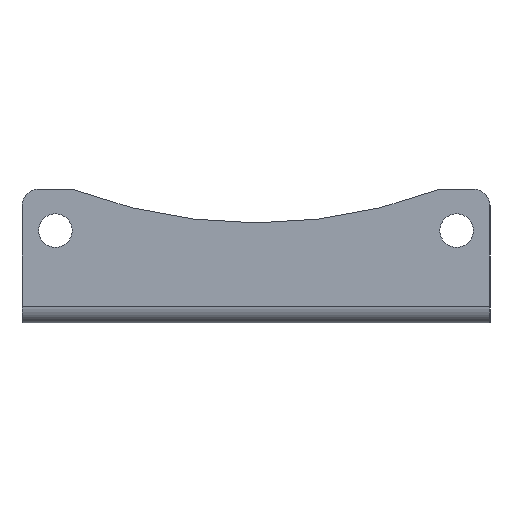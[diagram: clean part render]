
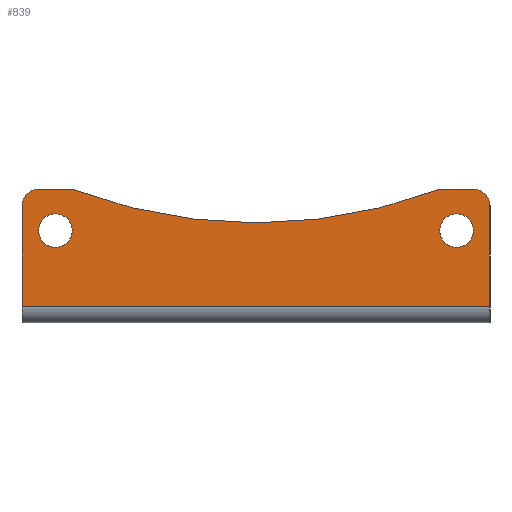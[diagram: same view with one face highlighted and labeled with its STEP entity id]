
A CAD part, left-side view. The second image highlights one B-rep face of the part: STEP entity #839.
In plain terms, the highlighted planar face has unit normal (-1, 0, 0).
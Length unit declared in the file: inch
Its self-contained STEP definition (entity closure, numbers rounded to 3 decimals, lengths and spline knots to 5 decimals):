
#43 = VERTEX_POINT ( 'NONE', #2175 ) ;
#103 = VERTEX_POINT ( 'NONE', #1919 ) ;
#125 = DIRECTION ( 'NONE',  ( 0., 0., -1. ) ) ;
#137 = CARTESIAN_POINT ( 'NONE',  ( -4.25, -3.5, 1.625 ) ) ;
#158 = EDGE_CURVE ( 'NONE', #1932, #1751, #2616, .T. ) ;
#163 = CARTESIAN_POINT ( 'NONE',  ( -4.25, 3., 1.2554 ) ) ;
#169 = DIRECTION ( 'NONE',  ( 0., 0., -1. ) ) ;
#200 = EDGE_LOOP ( 'NONE', ( #3597, #550 ) ) ;
#211 = CARTESIAN_POINT ( 'NONE',  ( -4.25, -3.25, 1.625 ) ) ;
#251 = DIRECTION ( 'NONE',  ( 0., 0., -1. ) ) ;
#346 = CARTESIAN_POINT ( 'NONE',  ( -4.25, 3.5, 0. ) ) ;
#410 = CARTESIAN_POINT ( 'NONE',  ( -4.25, 3., 1.5054 ) ) ;
#469 = VERTEX_POINT ( 'NONE', #2505 ) ;
#474 = CIRCLE ( 'NONE', #1016, 0.25 ) ;
#478 = DIRECTION ( 'NONE',  ( 0., 0., -1. ) ) ;
#494 = CIRCLE ( 'NONE', #1456, 0.25 ) ;
#508 = VERTEX_POINT ( 'NONE', #3211 ) ;
#549 = CIRCLE ( 'NONE', #3859, 0.25 ) ;
#550 = ORIENTED_EDGE ( 'NONE', *, *, #1784, .F. ) ;
#576 = CARTESIAN_POINT ( 'NONE',  ( -4.25, 0., 1.37069 ) ) ;
#632 = EDGE_CURVE ( 'NONE', #469, #103, #3843, .T. ) ;
#670 = VERTEX_POINT ( 'NONE', #3409 ) ;
#718 = CARTESIAN_POINT ( 'NONE',  ( -4.25, 0., 0.125 ) ) ;
#736 = ORIENTED_EDGE ( 'NONE', *, *, #1812, .T. ) ;
#790 = CARTESIAN_POINT ( 'NONE',  ( -4.25, 2.7555, 1.845 ) ) ;
#839 = ADVANCED_FACE ( 'NONE', ( #3553, #1583, #4248 ), #2908, .F. ) ;
#871 = AXIS2_PLACEMENT_3D ( 'NONE', #211, #4111, #169 ) ;
#911 = DIRECTION ( 'NONE',  ( -1., 0., 0. ) ) ;
#913 = ORIENTED_EDGE ( 'NONE', *, *, #1209, .T. ) ;
#965 = EDGE_CURVE ( 'NONE', #3973, #3833, #3569, .T. ) ;
#976 = EDGE_LOOP ( 'NONE', ( #1337, #2939 ) ) ;
#1003 = AXIS2_PLACEMENT_3D ( 'NONE', #1114, #2002, #3341 ) ;
#1016 = AXIS2_PLACEMENT_3D ( 'NONE', #2270, #3633, #4000 ) ;
#1018 = DIRECTION ( 'NONE',  ( -1., 0., 0. ) ) ;
#1042 = EDGE_CURVE ( 'NONE', #3427, #1932, #1082, .T. ) ;
#1060 = CARTESIAN_POINT ( 'NONE',  ( -4.25, -2.7555, 1.845 ) ) ;
#1082 = CIRCLE ( 'NONE', #871, 0.25 ) ;
#1114 = CARTESIAN_POINT ( 'NONE',  ( -4.25, -3., 1.2554 ) ) ;
#1129 = VERTEX_POINT ( 'NONE', #1843 ) ;
#1209 = EDGE_CURVE ( 'NONE', #1129, #2990, #2970, .T. ) ;
#1252 = EDGE_CURVE ( 'NONE', #3833, #43, #2326, .T. ) ;
#1294 = AXIS2_PLACEMENT_3D ( 'NONE', #790, #1415, #2108 ) ;
#1296 = LINE ( 'NONE', #718, #1782 ) ;
#1329 = LINE ( 'NONE', #346, #3027 ) ;
#1337 = ORIENTED_EDGE ( 'NONE', *, *, #632, .F. ) ;
#1355 = AXIS2_PLACEMENT_3D ( 'NONE', #2587, #4272, #2251 ) ;
#1384 = DIRECTION ( 'NONE',  ( -1., 0., 0. ) ) ;
#1403 = VERTEX_POINT ( 'NONE', #2337 ) ;
#1415 = DIRECTION ( 'NONE',  ( -1., 0., 0. ) ) ;
#1456 = AXIS2_PLACEMENT_3D ( 'NONE', #4019, #3759, #478 ) ;
#1583 = FACE_BOUND ( 'NONE', #976, .T. ) ;
#1680 = EDGE_CURVE ( 'NONE', #1403, #3340, #1329, .T. ) ;
#1751 = VERTEX_POINT ( 'NONE', #4098 ) ;
#1782 = VECTOR ( 'NONE', #3352, 39.37008 ) ;
#1784 = EDGE_CURVE ( 'NONE', #2927, #508, #3296, .T. ) ;
#1806 = CARTESIAN_POINT ( 'NONE',  ( -4.25, 3., 1.2554 ) ) ;
#1812 = EDGE_CURVE ( 'NONE', #3973, #1129, #3855, .T. ) ;
#1834 = VECTOR ( 'NONE', #1939, 39.37008 ) ;
#1843 = CARTESIAN_POINT ( 'NONE',  ( -4.25, 2.7555, 1.875 ) ) ;
#1919 = CARTESIAN_POINT ( 'NONE',  ( -4.25, -3., 1.5054 ) ) ;
#1929 = CARTESIAN_POINT ( 'NONE',  ( -4.25, 0., 9.12069 ) ) ;
#1932 = VERTEX_POINT ( 'NONE', #3245 ) ;
#1939 = DIRECTION ( 'NONE',  ( 0., 1., 0. ) ) ;
#1973 = EDGE_CURVE ( 'NONE', #670, #3340, #1296, .T. ) ;
#2002 = DIRECTION ( 'NONE',  ( -1., 0., 0. ) ) ;
#2052 = EDGE_CURVE ( 'NONE', #103, #469, #474, .T. ) ;
#2062 = AXIS2_PLACEMENT_3D ( 'NONE', #1806, #4081, #2438 ) ;
#2108 = DIRECTION ( 'NONE',  ( 0., 0., -1. ) ) ;
#2121 = ORIENTED_EDGE ( 'NONE', *, *, #1252, .F. ) ;
#2127 = EDGE_CURVE ( 'NONE', #508, #2927, #549, .T. ) ;
#2136 = CIRCLE ( 'NONE', #2555, 0.03 ) ;
#2175 = CARTESIAN_POINT ( 'NONE',  ( -4.25, -2.74487, 1.87306 ) ) ;
#2189 = AXIS2_PLACEMENT_3D ( 'NONE', #1929, #911, #251 ) ;
#2204 = ORIENTED_EDGE ( 'NONE', *, *, #1042, .T. ) ;
#2251 = DIRECTION ( 'NONE',  ( 0., 0., -1. ) ) ;
#2262 = ORIENTED_EDGE ( 'NONE', *, *, #3258, .T. ) ;
#2270 = CARTESIAN_POINT ( 'NONE',  ( -4.25, -3., 1.2554 ) ) ;
#2296 = ORIENTED_EDGE ( 'NONE', *, *, #3194, .T. ) ;
#2326 = CIRCLE ( 'NONE', #2189, 7.75 ) ;
#2337 = CARTESIAN_POINT ( 'NONE',  ( -4.25, 3.5, 1.625 ) ) ;
#2385 = CARTESIAN_POINT ( 'NONE',  ( -4.25, 0., 9.12069 ) ) ;
#2425 = DIRECTION ( 'NONE',  ( 0., 0., -1. ) ) ;
#2438 = DIRECTION ( 'NONE',  ( 0., 0., -1. ) ) ;
#2445 = DIRECTION ( 'NONE',  ( -1., 0., 0. ) ) ;
#2505 = CARTESIAN_POINT ( 'NONE',  ( -4.25, -3., 1.0054 ) ) ;
#2555 = AXIS2_PLACEMENT_3D ( 'NONE', #1060, #1384, #2669 ) ;
#2587 = CARTESIAN_POINT ( 'NONE',  ( -4.25, 0., 0. ) ) ;
#2616 = LINE ( 'NONE', #2916, #1834 ) ;
#2646 = ORIENTED_EDGE ( 'NONE', *, *, #3421, .T. ) ;
#2649 = CARTESIAN_POINT ( 'NONE',  ( -4.25, -3.5, 1.875 ) ) ;
#2669 = DIRECTION ( 'NONE',  ( 0., 0., -1. ) ) ;
#2716 = DIRECTION ( 'NONE',  ( 0., 0., 1. ) ) ;
#2768 = CARTESIAN_POINT ( 'NONE',  ( -4.25, 3.25, 1.875 ) ) ;
#2908 = PLANE ( 'NONE',  #1355 ) ;
#2916 = CARTESIAN_POINT ( 'NONE',  ( -4.25, 3.5, 1.875 ) ) ;
#2927 = VERTEX_POINT ( 'NONE', #410 ) ;
#2939 = ORIENTED_EDGE ( 'NONE', *, *, #2052, .F. ) ;
#2940 = EDGE_LOOP ( 'NONE', ( #4110, #736, #913, #2646, #3268, #3907, #2262, #2204, #3419, #2296, #2121 ) ) ;
#2945 = DIRECTION ( 'NONE',  ( 0., 1., 0. ) ) ;
#2970 = LINE ( 'NONE', #3570, #4054 ) ;
#2979 = DIRECTION ( 'NONE',  ( 0., 0., -1. ) ) ;
#2990 = VERTEX_POINT ( 'NONE', #2768 ) ;
#3027 = VECTOR ( 'NONE', #2979, 39.37008 ) ;
#3105 = VECTOR ( 'NONE', #2716, 39.37008 ) ;
#3194 = EDGE_CURVE ( 'NONE', #1751, #43, #2136, .T. ) ;
#3211 = CARTESIAN_POINT ( 'NONE',  ( -4.25, 3., 1.0054 ) ) ;
#3245 = CARTESIAN_POINT ( 'NONE',  ( -4.25, -3.25, 1.875 ) ) ;
#3258 = EDGE_CURVE ( 'NONE', #670, #3427, #4001, .T. ) ;
#3268 = ORIENTED_EDGE ( 'NONE', *, *, #1680, .T. ) ;
#3296 = CIRCLE ( 'NONE', #2062, 0.25 ) ;
#3340 = VERTEX_POINT ( 'NONE', #3399 ) ;
#3341 = DIRECTION ( 'NONE',  ( 0., 0., -1. ) ) ;
#3352 = DIRECTION ( 'NONE',  ( 0., 1., 0. ) ) ;
#3399 = CARTESIAN_POINT ( 'NONE',  ( -4.25, 3.5, 0.125 ) ) ;
#3409 = CARTESIAN_POINT ( 'NONE',  ( -4.25, -3.5, 0.125 ) ) ;
#3419 = ORIENTED_EDGE ( 'NONE', *, *, #158, .T. ) ;
#3421 = EDGE_CURVE ( 'NONE', #2990, #1403, #494, .T. ) ;
#3427 = VERTEX_POINT ( 'NONE', #137 ) ;
#3553 = FACE_BOUND ( 'NONE', #200, .T. ) ;
#3569 = CIRCLE ( 'NONE', #3846, 7.75 ) ;
#3570 = CARTESIAN_POINT ( 'NONE',  ( -4.25, 3.5, 1.875 ) ) ;
#3597 = ORIENTED_EDGE ( 'NONE', *, *, #2127, .F. ) ;
#3633 = DIRECTION ( 'NONE',  ( -1., 0., 0. ) ) ;
#3759 = DIRECTION ( 'NONE',  ( -1., 0., 0. ) ) ;
#3833 = VERTEX_POINT ( 'NONE', #576 ) ;
#3843 = CIRCLE ( 'NONE', #1003, 0.25 ) ;
#3846 = AXIS2_PLACEMENT_3D ( 'NONE', #2385, #1018, #125 ) ;
#3855 = CIRCLE ( 'NONE', #1294, 0.03 ) ;
#3859 = AXIS2_PLACEMENT_3D ( 'NONE', #163, #2445, #2425 ) ;
#3907 = ORIENTED_EDGE ( 'NONE', *, *, #1973, .F. ) ;
#3973 = VERTEX_POINT ( 'NONE', #4048 ) ;
#4000 = DIRECTION ( 'NONE',  ( 0., 0., -1. ) ) ;
#4001 = LINE ( 'NONE', #2649, #3105 ) ;
#4019 = CARTESIAN_POINT ( 'NONE',  ( -4.25, 3.25, 1.625 ) ) ;
#4048 = CARTESIAN_POINT ( 'NONE',  ( -4.25, 2.74487, 1.87306 ) ) ;
#4054 = VECTOR ( 'NONE', #2945, 39.37008 ) ;
#4081 = DIRECTION ( 'NONE',  ( -1., 0., 0. ) ) ;
#4098 = CARTESIAN_POINT ( 'NONE',  ( -4.25, -2.7555, 1.875 ) ) ;
#4110 = ORIENTED_EDGE ( 'NONE', *, *, #965, .F. ) ;
#4111 = DIRECTION ( 'NONE',  ( -1., 0., 0. ) ) ;
#4248 = FACE_OUTER_BOUND ( 'NONE', #2940, .T. ) ;
#4272 = DIRECTION ( 'NONE',  ( 1., 0., 0. ) ) ;
